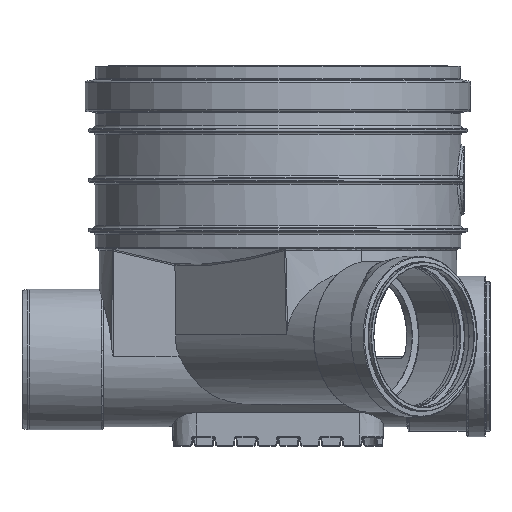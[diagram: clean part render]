
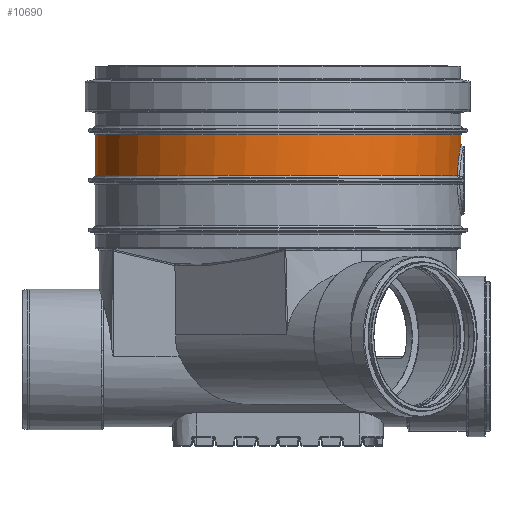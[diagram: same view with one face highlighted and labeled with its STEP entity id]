
A CAD part, top view. The second image highlights one B-rep face of the part: STEP entity #10690.
In plain terms, the highlighted cylindrical face has radius 208 mm (diameter 416 mm), a full revolution.
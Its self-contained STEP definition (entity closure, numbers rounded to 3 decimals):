
#580=LINE('',#21082,#1033);
#1033=VECTOR('',#13315,208.);
#1392=CYLINDRICAL_SURFACE('',#11526,208.);
#1750=FACE_OUTER_BOUND('',#2437,.T.);
#2437=EDGE_LOOP('',(#7871,#7872,#7873,#7874,#7875,#7876,#7877));
#3173=B_SPLINE_CURVE_WITH_KNOTS('',3,(#20897,#20898,#20899,#20900,#20901,
#20902,#20903),.UNSPECIFIED.,.F.,.F.,(4,1,1,1,4),(-12.051,-10.33,
-8.608,-6.887,-6.026),.UNSPECIFIED.);
#3174=B_SPLINE_CURVE_WITH_KNOTS('',3,(#20905,#20906,#20907,#20908,#20909,
#20910,#20911),.UNSPECIFIED.,.F.,.F.,(4,1,1,1,4),(-6.026,-5.165,
-3.443,-1.722,0.),.UNSPECIFIED.);
#3542=CIRCLE('',#11527,208.);
#3543=CIRCLE('',#11528,208.);
#3544=CIRCLE('',#11529,208.);
#4440=VERTEX_POINT('',#20894);
#4441=VERTEX_POINT('',#20896);
#4442=VERTEX_POINT('',#20904);
#4450=VERTEX_POINT('',#21078);
#4451=VERTEX_POINT('',#21079);
#5684=EDGE_CURVE('',#4440,#4441,#3173,.T.);
#5685=EDGE_CURVE('',#4441,#4442,#3174,.T.);
#5702=EDGE_CURVE('',#4450,#4451,#3542,.T.);
#5703=EDGE_CURVE('',#4451,#4450,#3543,.T.);
#5704=EDGE_CURVE('',#4451,#4441,#580,.T.);
#5705=EDGE_CURVE('',#4440,#4442,#3544,.T.);
#7871=ORIENTED_EDGE('',*,*,#5702,.F.);
#7872=ORIENTED_EDGE('',*,*,#5703,.F.);
#7873=ORIENTED_EDGE('',*,*,#5704,.T.);
#7874=ORIENTED_EDGE('',*,*,#5684,.F.);
#7875=ORIENTED_EDGE('',*,*,#5705,.T.);
#7876=ORIENTED_EDGE('',*,*,#5685,.F.);
#7877=ORIENTED_EDGE('',*,*,#5704,.F.);
#10690=ADVANCED_FACE('',(#1750),#1392,.T.);
#11526=AXIS2_PLACEMENT_3D('',#21077,#13309,#13310);
#11527=AXIS2_PLACEMENT_3D('',#21080,#13311,#13312);
#11528=AXIS2_PLACEMENT_3D('',#21081,#13313,#13314);
#11529=AXIS2_PLACEMENT_3D('',#21083,#13316,#13317);
#13309=DIRECTION('center_axis',(0.,1.,0.));
#13310=DIRECTION('ref_axis',(-1.,0.,0.));
#13311=DIRECTION('center_axis',(0.,1.,0.));
#13312=DIRECTION('ref_axis',(1.,0.,0.));
#13313=DIRECTION('center_axis',(0.,1.,0.));
#13314=DIRECTION('ref_axis',(1.,0.,0.));
#13315=DIRECTION('',(0.,-1.,0.));
#13316=DIRECTION('center_axis',(0.,1.,0.));
#13317=DIRECTION('ref_axis',(1.,0.,0.));
#20894=CARTESIAN_POINT('',(203.946,205.449,-40.866));
#20896=CARTESIAN_POINT('',(207.999,241.624,0.001));
#20897=CARTESIAN_POINT('Ctrl Pts',(203.946,205.449,-40.866));
#20898=CARTESIAN_POINT('Ctrl Pts',(204.091,211.139,-40.143));
#20899=CARTESIAN_POINT('Ctrl Pts',(204.869,222.181,-36.311));
#20900=CARTESIAN_POINT('Ctrl Pts',(206.713,234.943,-24.533));
#20901=CARTESIAN_POINT('Ctrl Pts',(207.83,240.751,-11.317));
#20902=CARTESIAN_POINT('Ctrl Pts',(207.998,241.624,-2.829));
#20903=CARTESIAN_POINT('Ctrl Pts',(207.999,241.624,0.));
#20904=CARTESIAN_POINT('',(203.946,205.449,40.866));
#20905=CARTESIAN_POINT('Ctrl Pts',(207.999,241.624,0.001));
#20906=CARTESIAN_POINT('Ctrl Pts',(207.999,241.625,2.83));
#20907=CARTESIAN_POINT('Ctrl Pts',(207.832,240.754,11.317));
#20908=CARTESIAN_POINT('Ctrl Pts',(206.711,234.94,24.53));
#20909=CARTESIAN_POINT('Ctrl Pts',(204.869,222.184,36.311));
#20910=CARTESIAN_POINT('Ctrl Pts',(204.091,211.139,40.143));
#20911=CARTESIAN_POINT('Ctrl Pts',(203.946,205.449,40.866));
#21077=CARTESIAN_POINT('Origin',(0.,228.6,0.));
#21078=CARTESIAN_POINT('',(0.,251.751,-208.));
#21079=CARTESIAN_POINT('',(208.,251.751,0.));
#21080=CARTESIAN_POINT('Origin',(0.,251.751,0.));
#21081=CARTESIAN_POINT('Origin',(0.,251.751,0.));
#21082=CARTESIAN_POINT('',(208.,228.6,0.));
#21083=CARTESIAN_POINT('Origin',(0.,205.449,0.));
